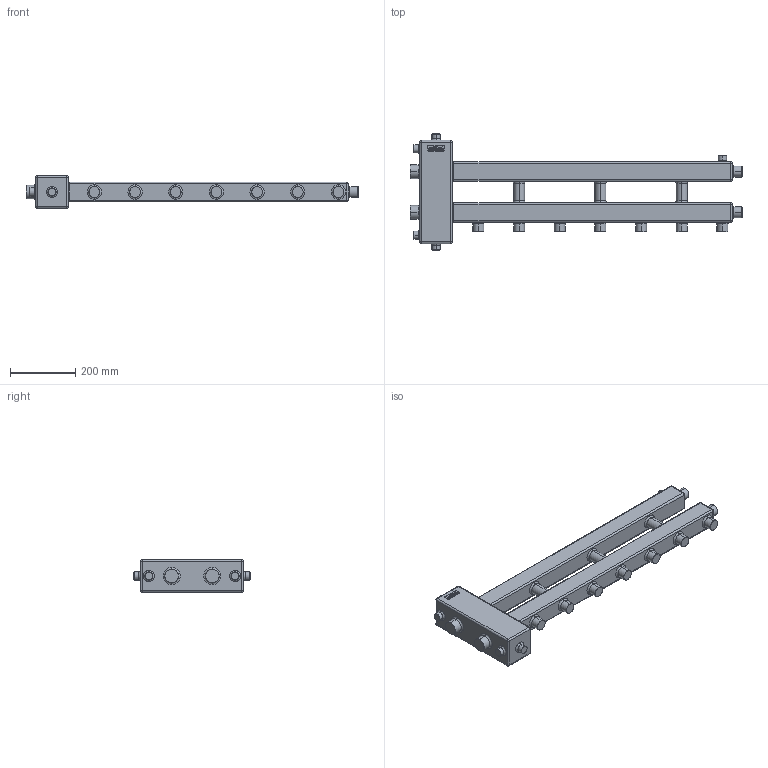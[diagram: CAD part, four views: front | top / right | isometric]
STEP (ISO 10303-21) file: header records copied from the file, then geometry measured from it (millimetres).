
FILE_DESCRIPTION (( 'STEP AP214' ), '1' );
FILE_NAME ('BM-100-4D.10.STEP', '2017-01-28T15:32:18', ( '' ), ( '' ), 'SwSTEP 2.0', 'SolidWorks 2015', '' );
FILE_SCHEMA (( 'AUTOMOTIVE_DESIGN' ));
Length unit declared in the file: millimetre
Products named in the file (1): BM-100-4D.10
Bounding box: 1020 x 357 x 101 mm (x, y, z)
Volume: 9874708.3 mm3; surface area: 593061 mm2
Topology: 1 solids, 1 shells, 734 faces, 1952 edges, 1246 vertices
Faces by surface type: bspline 344, plane 208, cylinder 82, torus 52, cone 32, sphere 16
Entity records: 24860 total; most frequent: CARTESIAN_POINT 8401, ORIENTED_EDGE 3872, DIRECTION 2324, EDGE_CURVE 1936, VERTEX_POINT 1246, VECTOR 946, LINE 946, EDGE_LOOP 782
